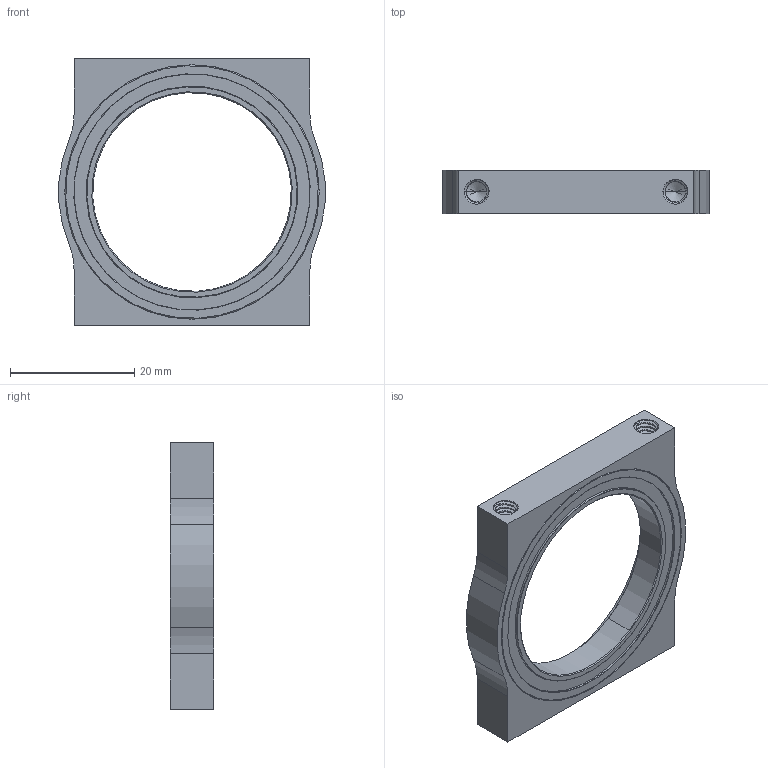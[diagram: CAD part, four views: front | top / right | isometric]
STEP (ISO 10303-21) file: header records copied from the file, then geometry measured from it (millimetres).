
FILE_DESCRIPTION (( 'STEP AP203' ), '1' );
FILE_NAME ('1604-0043-0032 assembly.STEP', '2018-02-12T17:11:35', ( '' ), ( '' ), 'SwSTEP 2.0', 'SolidWorks 2016', '' );
FILE_SCHEMA (( 'CONFIG_CONTROL_DESIGN' ));
Length unit declared in the file: inch
Products named in the file (3): 1601-0039-00032; 1604-0043-0032; 1604-0043-0032 assembly
Assembly tree (2 placements, depth 2):
  1604-0043-0032 assembly
    1604-0043-0032
    1601-0039-00032
Bounding box: 42.87 x 7 x 43 mm (x, y, z)
Volume: 5225.8 mm3; surface area: 6239.9 mm2
Topology: 2 solids, 2 shells, 256 faces, 694 edges, 444 vertices
Faces by surface type: cylinder 182, cone 40, plane 26, bspline 8
Entity records: 19681 total; most frequent: CARTESIAN_POINT 13731, ORIENTED_EDGE 1364, DIRECTION 1012, EDGE_CURVE 682, VERTEX_POINT 444, AXIS2_PLACEMENT_3D 391, EDGE_LOOP 274, ADVANCED_FACE 256
